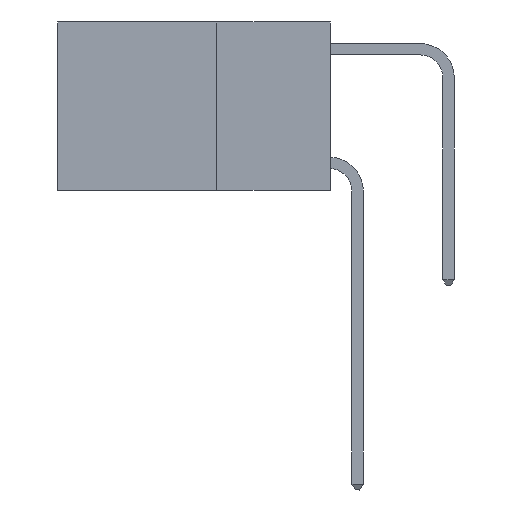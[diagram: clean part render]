
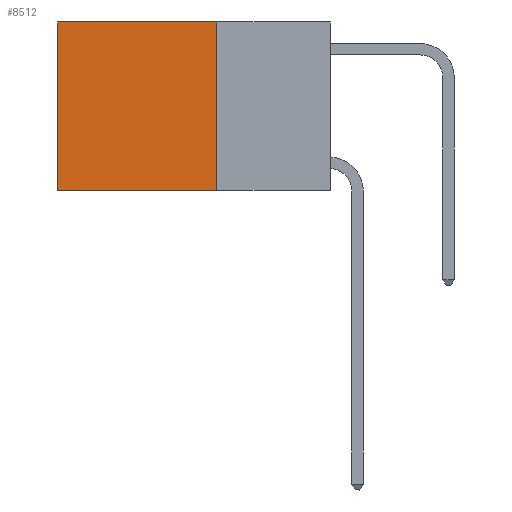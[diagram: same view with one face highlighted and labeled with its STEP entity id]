
A CAD part, left-side view. The second image highlights one B-rep face of the part: STEP entity #8512.
In plain terms, the highlighted planar face has unit normal (-1, 0, 0).
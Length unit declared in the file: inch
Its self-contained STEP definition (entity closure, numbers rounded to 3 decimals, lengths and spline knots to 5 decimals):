
#166 = VERTEX_POINT ( 'NONE', #7831 ) ;
#1057 = EDGE_CURVE ( 'NONE', #10405, #25021, #19659, .T. ) ;
#2188 = VECTOR ( 'NONE', #14196, 39.37008 ) ;
#2586 = VECTOR ( 'NONE', #26780, 39.37008 ) ;
#3608 = ORIENTED_EDGE ( 'NONE', *, *, #11380, .T. ) ;
#3725 = CARTESIAN_POINT ( 'NONE',  ( 0.2625, 0.25, -0.37 ) ) ;
#3953 = LINE ( 'NONE', #9287, #2586 ) ;
#4311 = LINE ( 'NONE', #20807, #15278 ) ;
#5204 = LINE ( 'NONE', #3725, #27085 ) ;
#7831 = CARTESIAN_POINT ( 'NONE',  ( 0.2625, 0.6, -0.37 ) ) ;
#8512 = ADVANCED_FACE ( 'NONE', ( #17704 ), #17236, .F. ) ;
#9287 = CARTESIAN_POINT ( 'NONE',  ( 0.2625, 0.25, 0. ) ) ;
#10405 = VERTEX_POINT ( 'NONE', #14884 ) ;
#10745 = DIRECTION ( 'NONE',  ( 0., 0., -1. ) ) ;
#10852 = CARTESIAN_POINT ( 'NONE',  ( 0.2625, 0.6, 0. ) ) ;
#11380 = EDGE_CURVE ( 'NONE', #10405, #12962, #3953, .T. ) ;
#12013 = CARTESIAN_POINT ( 'NONE',  ( 0.2625, 0.25, 0. ) ) ;
#12453 = ORIENTED_EDGE ( 'NONE', *, *, #1057, .F. ) ;
#12962 = VERTEX_POINT ( 'NONE', #10852 ) ;
#13493 = EDGE_CURVE ( 'NONE', #25021, #166, #5204, .T. ) ;
#14196 = DIRECTION ( 'NONE',  ( 0., 0., -1. ) ) ;
#14353 = ORIENTED_EDGE ( 'NONE', *, *, #13493, .F. ) ;
#14884 = CARTESIAN_POINT ( 'NONE',  ( 0.2625, 0.25, 0. ) ) ;
#15278 = VECTOR ( 'NONE', #23006, 39.37008 ) ;
#15775 = ORIENTED_EDGE ( 'NONE', *, *, #26642, .T. ) ;
#16954 = DIRECTION ( 'NONE',  ( 0., 1., 0. ) ) ;
#17236 = PLANE ( 'NONE',  #26096 ) ;
#17704 = FACE_OUTER_BOUND ( 'NONE', #21715, .T. ) ;
#19659 = LINE ( 'NONE', #12013, #2188 ) ;
#20807 = CARTESIAN_POINT ( 'NONE',  ( 0.2625, 0.6, 0. ) ) ;
#21715 = EDGE_LOOP ( 'NONE', ( #15775, #14353, #12453, #3608 ) ) ;
#23006 = DIRECTION ( 'NONE',  ( 0., 0., -1. ) ) ;
#23738 = CARTESIAN_POINT ( 'NONE',  ( 0.2625, 0.25, 0. ) ) ;
#23833 = DIRECTION ( 'NONE',  ( 1., 0., 0. ) ) ;
#25021 = VERTEX_POINT ( 'NONE', #27167 ) ;
#26096 = AXIS2_PLACEMENT_3D ( 'NONE', #23738, #23833, #10745 ) ;
#26642 = EDGE_CURVE ( 'NONE', #12962, #166, #4311, .T. ) ;
#26780 = DIRECTION ( 'NONE',  ( 0., 1., 0. ) ) ;
#27085 = VECTOR ( 'NONE', #16954, 39.37008 ) ;
#27167 = CARTESIAN_POINT ( 'NONE',  ( 0.2625, 0.25, -0.37 ) ) ;
